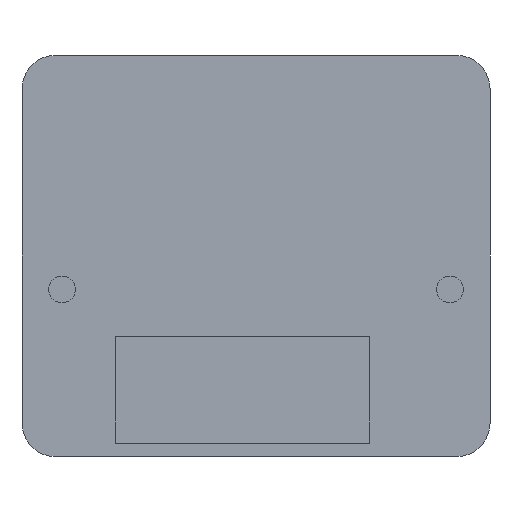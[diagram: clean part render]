
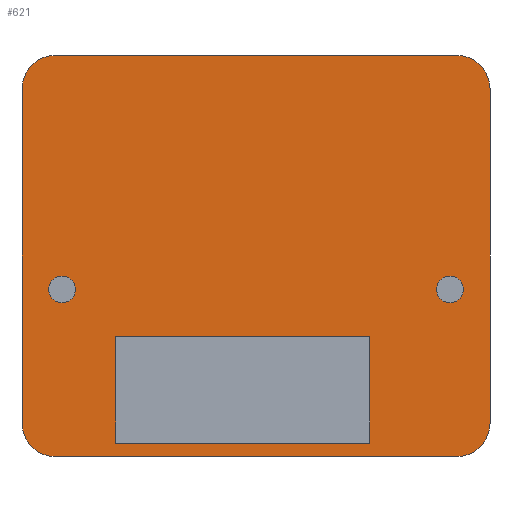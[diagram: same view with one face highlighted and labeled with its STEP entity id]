
A CAD part, front view. The second image highlights one B-rep face of the part: STEP entity #621.
In plain terms, the highlighted planar face has unit normal (0, -1, 0).
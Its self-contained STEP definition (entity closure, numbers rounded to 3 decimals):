
#124 = CIRCLE ( 'NONE', #859, 2. ) ;
#258 = DIRECTION ( 'NONE',  ( 0., 1., 0. ) ) ;
#275 = FACE_BOUND ( 'NONE', #5182, .T. ) ;
#306 = AXIS2_PLACEMENT_3D ( 'NONE', #3920, #1456, #4317 ) ;
#408 = CARTESIAN_POINT ( 'NONE',  ( 17., 0., -28. ) ) ;
#454 = EDGE_CURVE ( 'NONE', #680, #4946, #1998, .T. ) ;
#497 = DIRECTION ( 'NONE',  ( 0., 1., 0. ) ) ;
#518 = EDGE_CURVE ( 'NONE', #822, #3988, #2837, .T. ) ;
#548 = ORIENTED_EDGE ( 'NONE', *, *, #1337, .T. ) ;
#575 = EDGE_CURVE ( 'NONE', #2609, #5197, #3674, .T. ) ;
#607 = VERTEX_POINT ( 'NONE', #2509 ) ;
#610 = EDGE_LOOP ( 'NONE', ( #3763, #664, #4399, #1067, #3539, #4431, #1184, #757 ) ) ;
#621 = ADVANCED_FACE ( 'NONE', ( #4369, #2204, #3417, #275 ), #864, .F. ) ;
#664 = ORIENTED_EDGE ( 'NONE', *, *, #1551, .T. ) ;
#680 = VERTEX_POINT ( 'NONE', #2444 ) ;
#712 = VERTEX_POINT ( 'NONE', #2894 ) ;
#724 = VERTEX_POINT ( 'NONE', #1749 ) ;
#755 = EDGE_LOOP ( 'NONE', ( #2289, #4585 ) ) ;
#757 = ORIENTED_EDGE ( 'NONE', *, *, #4372, .T. ) ;
#808 = DIRECTION ( 'NONE',  ( 0., 0., 1. ) ) ;
#822 = VERTEX_POINT ( 'NONE', #408 ) ;
#839 = CARTESIAN_POINT ( 'NONE',  ( 0., 0., 0. ) ) ;
#859 = AXIS2_PLACEMENT_3D ( 'NONE', #2700, #258, #3117 ) ;
#862 = ORIENTED_EDGE ( 'NONE', *, *, #1895, .T. ) ;
#864 = PLANE ( 'NONE',  #4616 ) ;
#909 = CARTESIAN_POINT ( 'NONE',  ( -35., 0., 25. ) ) ;
#927 = VECTOR ( 'NONE', #1076, 1000. ) ;
#958 = CARTESIAN_POINT ( 'NONE',  ( 17., 0., -28. ) ) ;
#1057 = AXIS2_PLACEMENT_3D ( 'NONE', #4023, #1562, #4422 ) ;
#1067 = ORIENTED_EDGE ( 'NONE', *, *, #3309, .T. ) ;
#1070 = DIRECTION ( 'NONE',  ( 0., -1., 0. ) ) ;
#1076 = DIRECTION ( 'NONE',  ( -1., 0., 0. ) ) ;
#1091 = CARTESIAN_POINT ( 'NONE',  ( -21., 0., -28. ) ) ;
#1138 = CARTESIAN_POINT ( 'NONE',  ( 29., 0., -3. ) ) ;
#1158 = VERTEX_POINT ( 'NONE', #3297 ) ;
#1184 = ORIENTED_EDGE ( 'NONE', *, *, #2113, .F. ) ;
#1219 = LINE ( 'NONE', #958, #3407 ) ;
#1237 = CARTESIAN_POINT ( 'NONE',  ( -35., 0., 30. ) ) ;
#1238 = CARTESIAN_POINT ( 'NONE',  ( -21., 0., -12. ) ) ;
#1266 = CARTESIAN_POINT ( 'NONE',  ( -30., 0., -30. ) ) ;
#1278 = DIRECTION ( 'NONE',  ( -1., 0., 0. ) ) ;
#1325 = DIRECTION ( 'NONE',  ( 0., -1., 0. ) ) ;
#1337 = EDGE_CURVE ( 'NONE', #724, #822, #1219, .T. ) ;
#1456 = DIRECTION ( 'NONE',  ( 0., -1., 0. ) ) ;
#1502 = DIRECTION ( 'NONE',  ( 0., 0., 1. ) ) ;
#1551 = EDGE_CURVE ( 'NONE', #712, #3705, #4471, .T. ) ;
#1556 = VERTEX_POINT ( 'NONE', #3189 ) ;
#1562 = DIRECTION ( 'NONE',  ( 0., -1., 0. ) ) ;
#1582 = ORIENTED_EDGE ( 'NONE', *, *, #5011, .T. ) ;
#1686 = AXIS2_PLACEMENT_3D ( 'NONE', #4790, #2370, #5219 ) ;
#1749 = CARTESIAN_POINT ( 'NONE',  ( 17., 0., -12. ) ) ;
#1774 = LINE ( 'NONE', #4140, #4077 ) ;
#1895 = EDGE_CURVE ( 'NONE', #1556, #724, #2675, .T. ) ;
#1998 = LINE ( 'NONE', #3070, #927 ) ;
#2010 = VECTOR ( 'NONE', #2482, 1000. ) ;
#2063 = DIRECTION ( 'NONE',  ( 1., 0., 0. ) ) ;
#2106 = DIRECTION ( 'NONE',  ( 0., 0., -1. ) ) ;
#2113 = EDGE_CURVE ( 'NONE', #3828, #5020, #1774, .T. ) ;
#2142 = EDGE_LOOP ( 'NONE', ( #2795, #1582 ) ) ;
#2153 = LINE ( 'NONE', #1091, #5286 ) ;
#2161 = AXIS2_PLACEMENT_3D ( 'NONE', #3665, #3362, #3339 ) ;
#2186 = EDGE_CURVE ( 'NONE', #680, #5020, #3440, .T. ) ;
#2204 = FACE_BOUND ( 'NONE', #755, .T. ) ;
#2289 = ORIENTED_EDGE ( 'NONE', *, *, #4403, .T. ) ;
#2333 = VECTOR ( 'NONE', #4521, 1000. ) ;
#2370 = DIRECTION ( 'NONE',  ( 0., 1., 0. ) ) ;
#2444 = CARTESIAN_POINT ( 'NONE',  ( 30., 0., -30. ) ) ;
#2446 = EDGE_CURVE ( 'NONE', #3988, #1556, #2153, .T. ) ;
#2482 = DIRECTION ( 'NONE',  ( 1., 0., 0. ) ) ;
#2493 = EDGE_CURVE ( 'NONE', #712, #1158, #4069, .T. ) ;
#2509 = CARTESIAN_POINT ( 'NONE',  ( 29., 0., -7. ) ) ;
#2526 = DIRECTION ( 'NONE',  ( 0., 1., 0. ) ) ;
#2609 = VERTEX_POINT ( 'NONE', #2948 ) ;
#2675 = LINE ( 'NONE', #1238, #4959 ) ;
#2700 = CARTESIAN_POINT ( 'NONE',  ( -29., 0., -5. ) ) ;
#2795 = ORIENTED_EDGE ( 'NONE', *, *, #4579, .T. ) ;
#2837 = LINE ( 'NONE', #3156, #4862 ) ;
#2894 = CARTESIAN_POINT ( 'NONE',  ( -30., 0., 30. ) ) ;
#2946 = CARTESIAN_POINT ( 'NONE',  ( 29., 0., -5. ) ) ;
#2948 = CARTESIAN_POINT ( 'NONE',  ( -29., 0., -7. ) ) ;
#3070 = CARTESIAN_POINT ( 'NONE',  ( -35., 0., -30. ) ) ;
#3117 = DIRECTION ( 'NONE',  ( 0., 0., 1. ) ) ;
#3135 = AXIS2_PLACEMENT_3D ( 'NONE', #3789, #1325, #4184 ) ;
#3150 = LINE ( 'NONE', #1237, #2333 ) ;
#3156 = CARTESIAN_POINT ( 'NONE',  ( -21., 0., -28. ) ) ;
#3189 = CARTESIAN_POINT ( 'NONE',  ( -21., 0., -12. ) ) ;
#3218 = CIRCLE ( 'NONE', #5188, 5. ) ;
#3281 = ORIENTED_EDGE ( 'NONE', *, *, #2446, .T. ) ;
#3297 = CARTESIAN_POINT ( 'NONE',  ( 30., 0., 30. ) ) ;
#3309 = EDGE_CURVE ( 'NONE', #4235, #4946, #3218, .T. ) ;
#3339 = DIRECTION ( 'NONE',  ( 0., 0., 1. ) ) ;
#3361 = DIRECTION ( 'NONE',  ( 0., 0., 1. ) ) ;
#3362 = DIRECTION ( 'NONE',  ( 0., 1., 0. ) ) ;
#3407 = VECTOR ( 'NONE', #3830, 1000. ) ;
#3417 = FACE_OUTER_BOUND ( 'NONE', #610, .T. ) ;
#3434 = VERTEX_POINT ( 'NONE', #1138 ) ;
#3440 = CIRCLE ( 'NONE', #3135, 5. ) ;
#3508 = CARTESIAN_POINT ( 'NONE',  ( -29., 0., -3. ) ) ;
#3519 = CARTESIAN_POINT ( 'NONE',  ( -30., 0., -25. ) ) ;
#3539 = ORIENTED_EDGE ( 'NONE', *, *, #454, .F. ) ;
#3555 = EDGE_CURVE ( 'NONE', #4235, #3705, #3150, .T. ) ;
#3568 = CARTESIAN_POINT ( 'NONE',  ( -21., 0., -28. ) ) ;
#3625 = ORIENTED_EDGE ( 'NONE', *, *, #518, .T. ) ;
#3665 = CARTESIAN_POINT ( 'NONE',  ( -29., 0., -5. ) ) ;
#3674 = CIRCLE ( 'NONE', #2161, 2. ) ;
#3705 = VERTEX_POINT ( 'NONE', #909 ) ;
#3744 = CIRCLE ( 'NONE', #306, 5. ) ;
#3763 = ORIENTED_EDGE ( 'NONE', *, *, #2493, .F. ) ;
#3789 = CARTESIAN_POINT ( 'NONE',  ( 30., 0., -25. ) ) ;
#3828 = VERTEX_POINT ( 'NONE', #5035 ) ;
#3830 = DIRECTION ( 'NONE',  ( 0., 0., -1. ) ) ;
#3920 = CARTESIAN_POINT ( 'NONE',  ( 30., 0., 25. ) ) ;
#3940 = DIRECTION ( 'NONE',  ( 0., 0., 1. ) ) ;
#3988 = VERTEX_POINT ( 'NONE', #3568 ) ;
#4023 = CARTESIAN_POINT ( 'NONE',  ( -30., 0., 25. ) ) ;
#4041 = AXIS2_PLACEMENT_3D ( 'NONE', #2946, #497, #3361 ) ;
#4069 = LINE ( 'NONE', #4513, #2010 ) ;
#4077 = VECTOR ( 'NONE', #2106, 1000. ) ;
#4140 = CARTESIAN_POINT ( 'NONE',  ( 35., 0., 30. ) ) ;
#4184 = DIRECTION ( 'NONE',  ( 0., 0., 1. ) ) ;
#4235 = VERTEX_POINT ( 'NONE', #4517 ) ;
#4317 = DIRECTION ( 'NONE',  ( 0., 0., 1. ) ) ;
#4369 = FACE_BOUND ( 'NONE', #2142, .T. ) ;
#4372 = EDGE_CURVE ( 'NONE', #3828, #1158, #3744, .T. ) ;
#4399 = ORIENTED_EDGE ( 'NONE', *, *, #3555, .F. ) ;
#4403 = EDGE_CURVE ( 'NONE', #5197, #2609, #124, .T. ) ;
#4422 = DIRECTION ( 'NONE',  ( 0., 0., 1. ) ) ;
#4431 = ORIENTED_EDGE ( 'NONE', *, *, #2186, .T. ) ;
#4471 = CIRCLE ( 'NONE', #1057, 5. ) ;
#4513 = CARTESIAN_POINT ( 'NONE',  ( -35., 0., 30. ) ) ;
#4517 = CARTESIAN_POINT ( 'NONE',  ( -35., 0., -25. ) ) ;
#4521 = DIRECTION ( 'NONE',  ( 0., 0., 1. ) ) ;
#4579 = EDGE_CURVE ( 'NONE', #3434, #607, #4908, .T. ) ;
#4585 = ORIENTED_EDGE ( 'NONE', *, *, #575, .T. ) ;
#4616 = AXIS2_PLACEMENT_3D ( 'NONE', #839, #2526, #808 ) ;
#4779 = CIRCLE ( 'NONE', #4041, 2. ) ;
#4790 = CARTESIAN_POINT ( 'NONE',  ( 29., 0., -5. ) ) ;
#4862 = VECTOR ( 'NONE', #1278, 1000. ) ;
#4908 = CIRCLE ( 'NONE', #1686, 2. ) ;
#4946 = VERTEX_POINT ( 'NONE', #1266 ) ;
#4959 = VECTOR ( 'NONE', #2063, 1000. ) ;
#4971 = CARTESIAN_POINT ( 'NONE',  ( 35., 0., -25. ) ) ;
#5011 = EDGE_CURVE ( 'NONE', #607, #3434, #4779, .T. ) ;
#5020 = VERTEX_POINT ( 'NONE', #4971 ) ;
#5035 = CARTESIAN_POINT ( 'NONE',  ( 35., 0., 25. ) ) ;
#5182 = EDGE_LOOP ( 'NONE', ( #3281, #862, #548, #3625 ) ) ;
#5188 = AXIS2_PLACEMENT_3D ( 'NONE', #3519, #1070, #3940 ) ;
#5197 = VERTEX_POINT ( 'NONE', #3508 ) ;
#5219 = DIRECTION ( 'NONE',  ( 0., 0., 1. ) ) ;
#5286 = VECTOR ( 'NONE', #1502, 1000. ) ;
